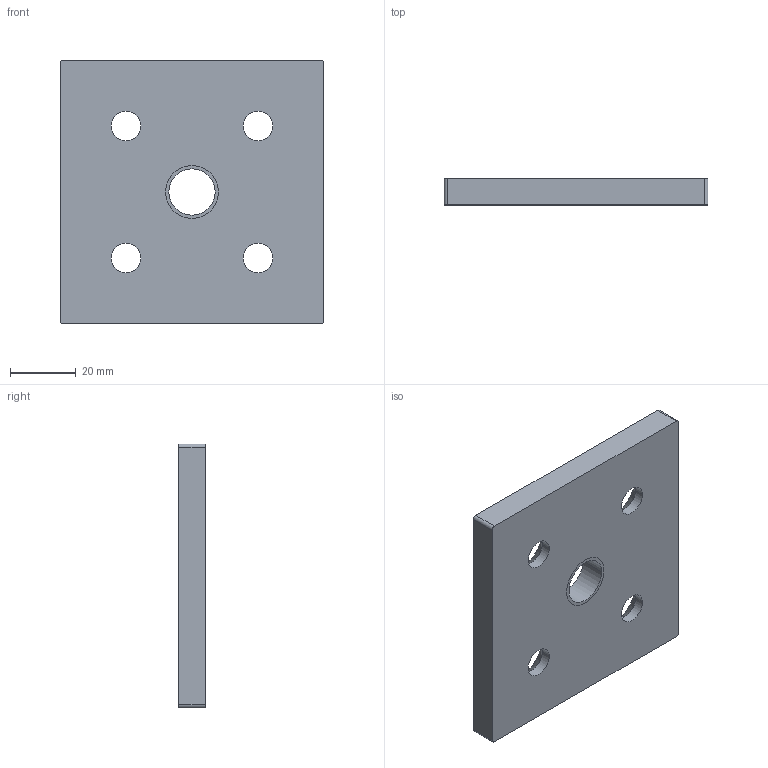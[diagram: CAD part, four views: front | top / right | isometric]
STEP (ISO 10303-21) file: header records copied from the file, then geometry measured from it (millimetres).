
FILE_DESCRIPTION((''),'2;1');
FILE_NAME('12188_PLOSCA_ZAK_FE_80X80_M16','2022-09-19T08:25:23',('PredragRovcanin'),('Audax d.o.o.'),'CREO PARAMETRIC BY PTC INC, 2020281','CREO PARAMETRIC BY PTC INC, 2020281','');
FILE_SCHEMA(('AP242_MANAGED_MODEL_BASED_3D_ENGINEERING_MIM_LF { 1 0 10303 442 1 1 4 }'));
Length unit declared in the file: millimetre
Products named in the file (1): 12188_PLOSCA_ZAK_FE_80X80_M16
Bounding box: 80 x 8 x 80 mm (x, y, z)
Volume: 45988.6 mm3; surface area: 15985.4 mm2
Topology: 1 solids, 2 shells, 30 faces, 81 edges, 58 vertices
Faces by surface type: cylinder 16, cone 8, plane 6
Entity records: 2151 total; most frequent: COLOUR_RGB 321, DIRECTION 193, CARTESIAN_POINT 168, ORIENTED_EDGE 148, PRESENTATION_STYLE_ASSIGNMENT 85, STYLED_ITEM 85, CURVE_STYLE 81, AXIS2_PLACEMENT_3D 76
